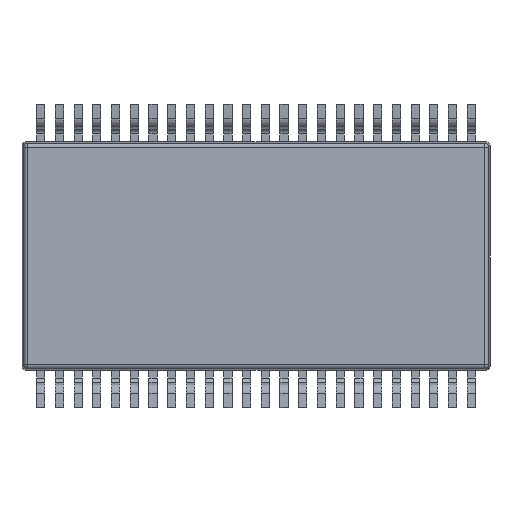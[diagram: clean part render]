
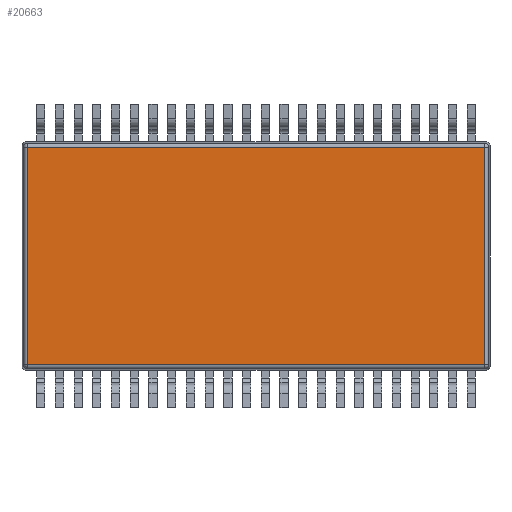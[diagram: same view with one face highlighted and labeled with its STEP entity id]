
A CAD part, front view. The second image highlights one B-rep face of the part: STEP entity #20663.
In plain terms, the highlighted planar face has unit normal (0, -1, 0).
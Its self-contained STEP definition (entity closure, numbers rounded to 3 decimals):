
#1872 = DIRECTION ( 'NONE',  ( 0., 0., -1. ) ) ;
#2150 = EDGE_CURVE ( 'NONE', #8515, #7047, #5291, .T. ) ;
#3660 = VECTOR ( 'NONE', #4568, 1000. ) ;
#4054 = DIRECTION ( 'NONE',  ( 1., 0., 0. ) ) ;
#4280 = DIRECTION ( 'NONE',  ( 0., 0., -1. ) ) ;
#4568 = DIRECTION ( 'NONE',  ( -1., 0., 0. ) ) ;
#5291 = LINE ( 'NONE', #7586, #13666 ) ;
#5707 = DIRECTION ( 'NONE',  ( 0., 0., 1. ) ) ;
#6887 = CARTESIAN_POINT ( 'NONE',  ( -6.106, 0.15, -2.906 ) ) ;
#7047 = VERTEX_POINT ( 'NONE', #18100 ) ;
#7573 = CARTESIAN_POINT ( 'NONE',  ( 6.195, 0.15, -2.906 ) ) ;
#7586 = CARTESIAN_POINT ( 'NONE',  ( 6.106, 0.15, 2.995 ) ) ;
#7753 = EDGE_LOOP ( 'NONE', ( #12039, #22057, #21353, #16275 ) ) ;
#8515 = VERTEX_POINT ( 'NONE', #19510 ) ;
#9253 = VERTEX_POINT ( 'NONE', #11898 ) ;
#10116 = LINE ( 'NONE', #20047, #3660 ) ;
#11851 = EDGE_CURVE ( 'NONE', #7047, #9253, #10116, .T. ) ;
#11898 = CARTESIAN_POINT ( 'NONE',  ( -6.106, 0.15, 2.906 ) ) ;
#12039 = ORIENTED_EDGE ( 'NONE', *, *, #11851, .T. ) ;
#12268 = LINE ( 'NONE', #20849, #17707 ) ;
#12858 = FACE_OUTER_BOUND ( 'NONE', #7753, .T. ) ;
#13006 = PLANE ( 'NONE',  #19435 ) ;
#13666 = VECTOR ( 'NONE', #5707, 1000. ) ;
#14531 = DIRECTION ( 'NONE',  ( 0., -1., 0. ) ) ;
#16275 = ORIENTED_EDGE ( 'NONE', *, *, #2150, .T. ) ;
#16541 = EDGE_CURVE ( 'NONE', #16847, #8515, #21280, .T. ) ;
#16847 = VERTEX_POINT ( 'NONE', #6887 ) ;
#17707 = VECTOR ( 'NONE', #1872, 1000. ) ;
#18100 = CARTESIAN_POINT ( 'NONE',  ( 6.106, 0.15, 2.906 ) ) ;
#19435 = AXIS2_PLACEMENT_3D ( 'NONE', #19748, #14531, #4280 ) ;
#19510 = CARTESIAN_POINT ( 'NONE',  ( 6.106, 0.15, -2.906 ) ) ;
#19748 = CARTESIAN_POINT ( 'NONE',  ( 0., 0.15, 0. ) ) ;
#20047 = CARTESIAN_POINT ( 'NONE',  ( -6.195, 0.15, 2.906 ) ) ;
#20428 = VECTOR ( 'NONE', #4054, 1000. ) ;
#20663 = ADVANCED_FACE ( 'NONE', ( #12858 ), #13006, .T. ) ;
#20849 = CARTESIAN_POINT ( 'NONE',  ( -6.106, 0.15, -2.995 ) ) ;
#21080 = EDGE_CURVE ( 'NONE', #9253, #16847, #12268, .T. ) ;
#21280 = LINE ( 'NONE', #7573, #20428 ) ;
#21353 = ORIENTED_EDGE ( 'NONE', *, *, #16541, .T. ) ;
#22057 = ORIENTED_EDGE ( 'NONE', *, *, #21080, .T. ) ;
